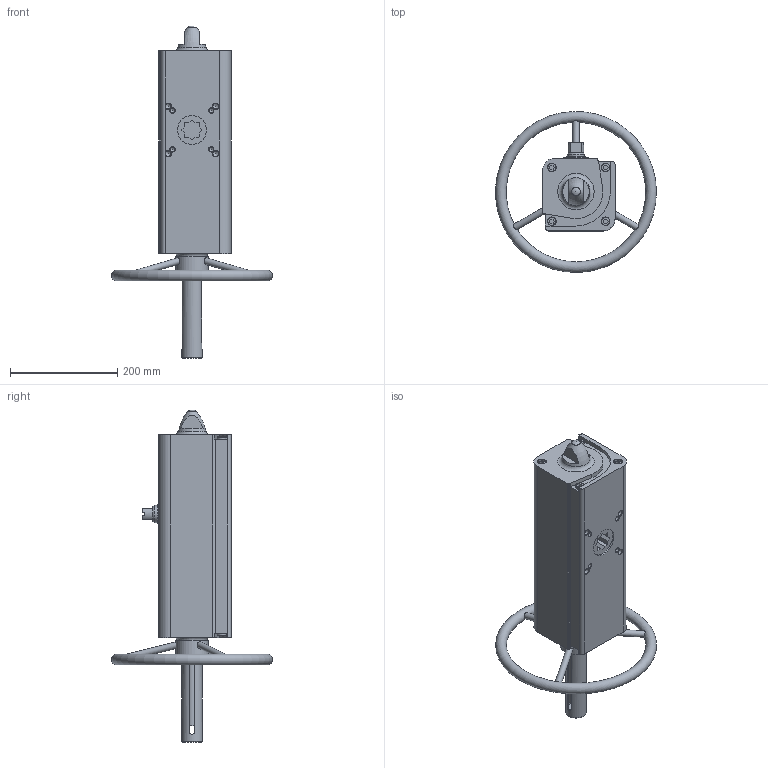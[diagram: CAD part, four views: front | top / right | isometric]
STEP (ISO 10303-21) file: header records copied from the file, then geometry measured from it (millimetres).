
FILE_DESCRIPTION(/* description */ ('STEP AP214'),/* implementation_level */ '2;1');
FILE_NAME(/* name */ '8005006_DAPS-0480-090-R-F1012-MW',/* time_stamp */ '2024-08-13T17:08:03+02:00',/* author */ ('License CC BY-ND 4.0'),/* organization */ ('CADENAS'),/* preprocessor_version */ 'ST-DEVELOPER v19.3',/* originating_system */ 'PARTsolutions',/* authorisation */ ' ');
FILE_SCHEMA (('FEATURE_BASED_PROCESS_PLANNING','TECHNICAL_DATA_PACKAGING','AUTOMOTIVE_DESIGN {1 0 10303 214 3 1 1}'));
Length unit declared in the file: millimetre
Products named in the file (3): 8005006 DAPS-0480-090-R-F1012-MW---0; 8005006 DAPS-0480-090-R-F1012-MW---(1); 8005006 DAPS-0480-090-R-F1012-MW---(2)
Assembly tree (2 placements, depth 2):
  8005006 DAPS-0480-090-R-F1012-MW---0
    8005006 DAPS-0480-090-R-F1012-MW---(1)
    8005006 DAPS-0480-090-R-F1012-MW---(2)
Bounding box: 299.81 x 299.96 x 618.8 mm (x, y, z)
Volume: 7218801.9 mm3; surface area: 396211.6 mm2
Topology: 2 solids, 2 shells, 271 faces, 695 edges, 448 vertices
Faces by surface type: plane 145, cylinder 71, cone 42, torus 12, sphere 1
Full cylindrical faces by diameter (mm): 4.134 x8, 4.917 x1, 8.376 x4, 10.106 x4, 11.445 x2, 12 x3, 16 x8, 32 x1, 33 x1, 37 x1, 38 x1, 46 x2, 54 x2, 60 x1
Entity records: 7598 total; most frequent: CARTESIAN_POINT 1436, DIRECTION 1272, ORIENTED_EDGE 1108, EDGE_CURVE 554, AXIS2_PLACEMENT_3D 462, VERTEX_POINT 421, FACE_BOUND 413, EDGE_LOOP 394
